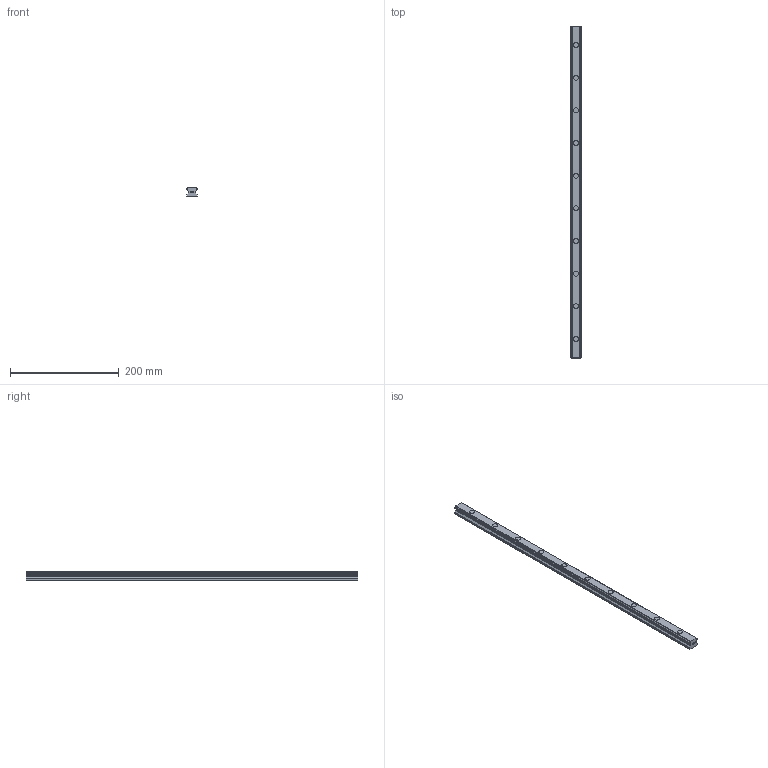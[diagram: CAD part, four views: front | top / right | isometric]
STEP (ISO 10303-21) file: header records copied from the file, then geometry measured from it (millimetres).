
FILE_DESCRIPTION(('STEP AP214'),'1');
FILE_NAME('cctmp_E9646553-4E9D-495E-8E7F-D35250B8B50A_2020_5_19_8_24_43_561..stp','2020-05-19T06:24:43',('HIWIN GmbH'),('CADClick - www.CADClick.com'),'Spatial InterOp 3D',' ','unknown authorization');
FILE_SCHEMA(('AUTOMOTIVE_DESIGN'));
Length unit declared in the file: millimetre
Products named in the file (1): HGR20R610H_FILE
Bounding box: 20 x 610 x 17.5 mm (x, y, z)
Volume: 174524.8 mm3; surface area: 52122.5 mm2
Topology: 1 solids, 1 shells, 197 faces, 483 edges, 322 vertices
Faces by surface type: plane 115, cylinder 82
Entity records: 7441 total; most frequent: DIRECTION 1043, CARTESIAN_POINT 1003, ORIENTED_EDGE 966, EDGE_CURVE 483, AXIS2_PLACEMENT_3D 362, VERTEX_POINT 322, LINE 319, VECTOR 319
